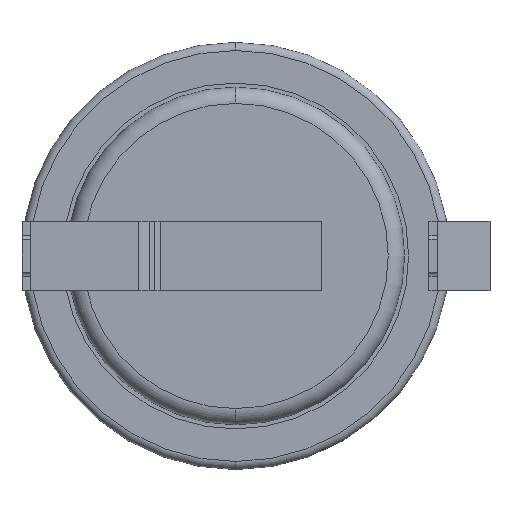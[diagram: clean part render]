
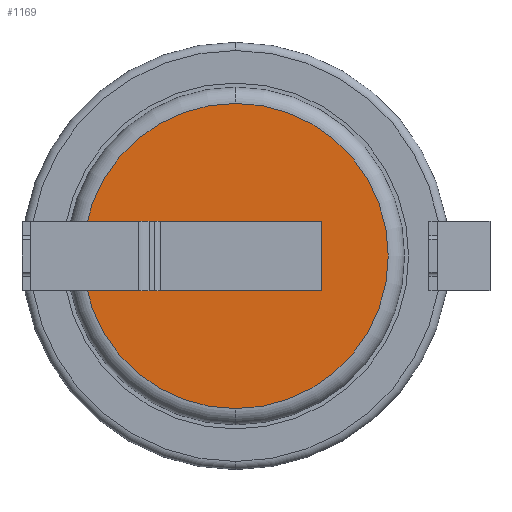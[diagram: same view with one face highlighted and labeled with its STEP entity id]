
A CAD part, front view. The second image highlights one B-rep face of the part: STEP entity #1169.
In plain terms, the highlighted planar face has unit normal (0, -1, 0).
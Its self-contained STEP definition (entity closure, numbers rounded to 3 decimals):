
#97 = EDGE_CURVE ( 'NONE', #2029, #2240, #2377, .T. ) ;
#248 = DIRECTION ( 'NONE',  ( 0., -1., 0. ) ) ;
#405 = EDGE_LOOP ( 'NONE', ( #959, #1130 ) ) ;
#562 = AXIS2_PLACEMENT_3D ( 'NONE', #1306, #923, #2101 ) ;
#638 = CARTESIAN_POINT ( 'NONE',  ( 0., 0., 0. ) ) ;
#741 = EDGE_CURVE ( 'NONE', #2240, #2029, #2191, .T. ) ;
#791 = CARTESIAN_POINT ( 'NONE',  ( 0., 0., 0. ) ) ;
#923 = DIRECTION ( 'NONE',  ( 0., -1., 0. ) ) ;
#959 = ORIENTED_EDGE ( 'NONE', *, *, #741, .T. ) ;
#984 = CARTESIAN_POINT ( 'NONE',  ( 0., 0., 3.75 ) ) ;
#1022 = AXIS2_PLACEMENT_3D ( 'NONE', #791, #1402, #2363 ) ;
#1130 = ORIENTED_EDGE ( 'NONE', *, *, #97, .T. ) ;
#1169 = ADVANCED_FACE ( 'NONE', ( #2208 ), #1434, .T. ) ;
#1306 = CARTESIAN_POINT ( 'NONE',  ( 0., 0., 0. ) ) ;
#1402 = DIRECTION ( 'NONE',  ( 0., -1., 0. ) ) ;
#1434 = PLANE ( 'NONE',  #1659 ) ;
#1659 = AXIS2_PLACEMENT_3D ( 'NONE', #638, #248, #2031 ) ;
#1660 = CARTESIAN_POINT ( 'NONE',  ( 0., 0., -3.75 ) ) ;
#2029 = VERTEX_POINT ( 'NONE', #984 ) ;
#2031 = DIRECTION ( 'NONE',  ( 0., 0., -1. ) ) ;
#2101 = DIRECTION ( 'NONE',  ( 0., 0., -1. ) ) ;
#2191 = CIRCLE ( 'NONE', #562, 3.75 ) ;
#2208 = FACE_OUTER_BOUND ( 'NONE', #405, .T. ) ;
#2240 = VERTEX_POINT ( 'NONE', #1660 ) ;
#2363 = DIRECTION ( 'NONE',  ( 0., 0., -1. ) ) ;
#2377 = CIRCLE ( 'NONE', #1022, 3.75 ) ;
